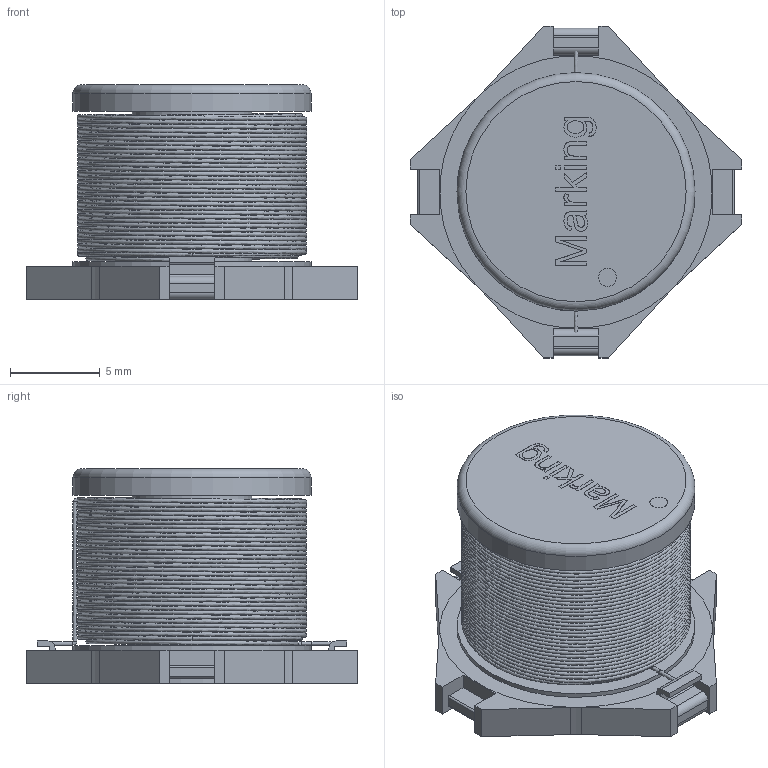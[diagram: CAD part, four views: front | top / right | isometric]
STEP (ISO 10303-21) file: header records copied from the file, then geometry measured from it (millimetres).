
FILE_DESCRIPTION( ( 'Unknown' ), '1' );
FILE_NAME( 'WE-ASI_1_Typ_L_(Aktuator).stp', 'Unknown', ( 'Unknown' ), ( 'Unknown' ), 'PSStep 13.0', 'Unknown', ' ' );
FILE_SCHEMA( ( 'AUTOMOTIVE_DESIGN { 1 0 10303 214 1 1 1 1 }' ) );
Length unit declared in the file: millimetre
Products named in the file (5): Assem1; Kern; Boden; Pin
Bounding box: 18.54 x 18.54 x 12 mm (x, y, z)
Volume: 2103.9 mm3; surface area: 7996.3 mm2
Topology: 9 solids, 9 shells, 324 faces, 828 edges, 550 vertices
Faces by surface type: plane 218, cylinder 46, extrusion 32, bspline 26, torus 2
Full cylindrical faces by diameter (mm): 1 x2, 6.68 x2, 13.3 x6
Entity records: 15611 total; most frequent: CARTESIAN_POINT 11070, ORIENTED_EDGE 716, DIRECTION 537, EDGE_CURVE 358, VERTEX_POINT 249, VECTOR 193, EDGE_LOOP 185, LINE 177
